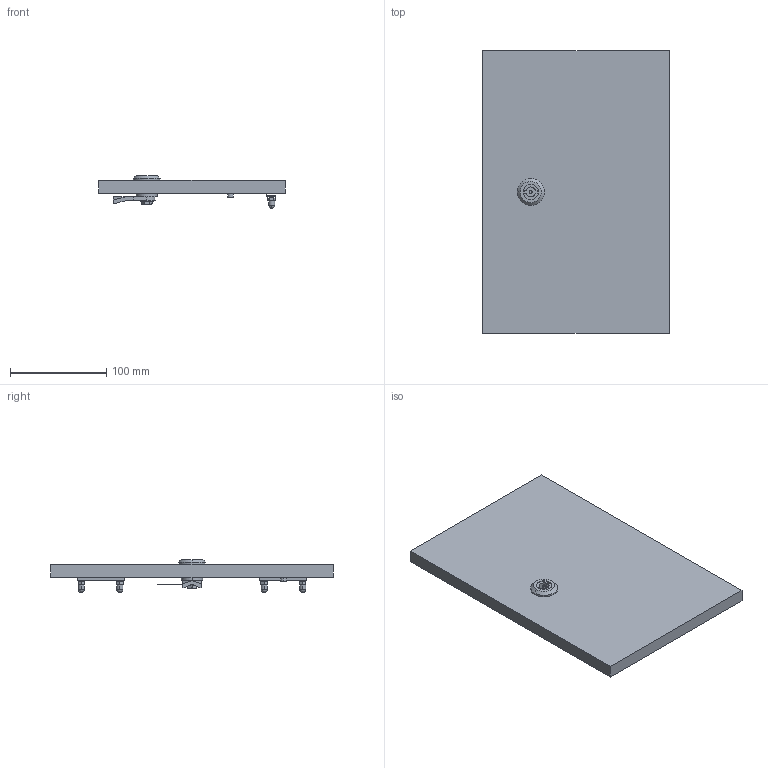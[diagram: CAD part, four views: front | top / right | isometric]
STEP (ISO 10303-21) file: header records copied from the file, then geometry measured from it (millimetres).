
FILE_DESCRIPTION (( 'STEP AP214' ), '1' );
FILE_NAME ('3331-2030-00-97.step', '2023-12-20T11:50:17', ( '' ), ( '' ), 'SwSTEP 2.0', 'SolidWorks 2019', '' );
FILE_SCHEMA (( 'AUTOMOTIVE_DESIGN' ));
Length unit declared in the file: millimetre
Products named in the file (1): 3331-2030-00-97
Bounding box: 194 x 294 x 34.2 mm (x, y, z)
Volume: 118879.5 mm3; surface area: 155699.9 mm2
Topology: 5 solids, 9 shells, 362 faces, 935 edges, 612 vertices
Faces by surface type: plane 270, cylinder 78, sphere 8, torus 4, cone 2
Entity records: 12965 total; most frequent: CARTESIAN_POINT 1902, ORIENTED_EDGE 1854, DIRECTION 1847, EDGE_CURVE 927, LINE 733, VECTOR 733, VERTEX_POINT 612, AXIS2_PLACEMENT_3D 557
